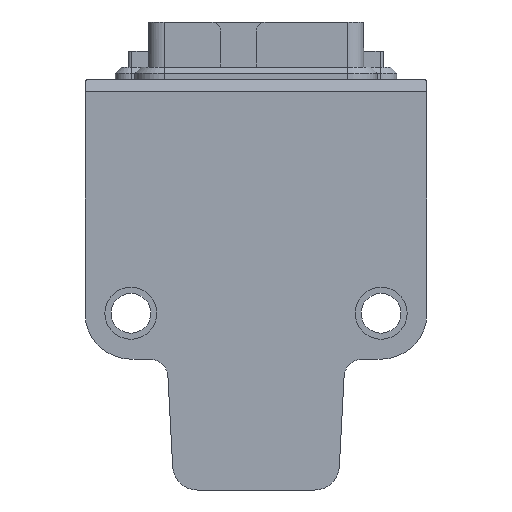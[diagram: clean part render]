
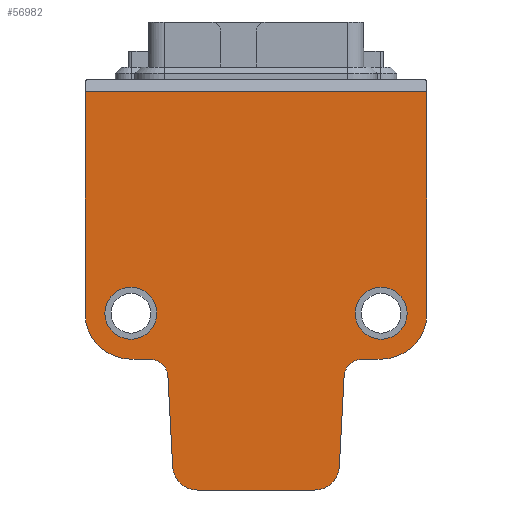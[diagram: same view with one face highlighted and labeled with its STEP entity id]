
A CAD part, front view. The second image highlights one B-rep face of the part: STEP entity #56982.
In plain terms, the highlighted planar face has unit normal (0, -1, 0).
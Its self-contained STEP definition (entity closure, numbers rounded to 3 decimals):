
#1048=FACE_BOUND('',#8076,.T.);
#1049=FACE_BOUND('',#8077,.T.);
#4651=FACE_OUTER_BOUND('',#8075,.T.);
#8075=EDGE_LOOP('',(#50327,#50328,#50329,#50330,#50331,#50332,#50333,#50334,
#50335,#50336,#50337,#50338,#50339,#50340));
#8076=EDGE_LOOP('',(#50341));
#8077=EDGE_LOOP('',(#50342));
#9094=CIRCLE('',#61285,4.25);
#9096=CIRCLE('',#61289,4.25);
#9102=CIRCLE('',#61324,4.);
#9103=CIRCLE('',#61327,4.);
#9130=CIRCLE('',#61377,3.);
#9131=CIRCLE('',#61380,7.5);
#9132=CIRCLE('',#61383,7.5);
#9133=CIRCLE('',#61384,3.);
#15501=LINE('',#92965,#22166);
#15529=LINE('',#93388,#22194);
#15553=LINE('',#94297,#22218);
#15555=LINE('',#94303,#22220);
#15556=LINE('',#94306,#22221);
#15557=LINE('',#94307,#22222);
#15558=LINE('',#94311,#22223);
#15559=LINE('',#94314,#22224);
#22166=VECTOR('',#75342,10.);
#22194=VECTOR('',#75454,10.);
#22218=VECTOR('',#75584,10.);
#22220=VECTOR('',#75592,10.);
#22221=VECTOR('',#75595,10.);
#22222=VECTOR('',#75596,10.);
#22223=VECTOR('',#75599,10.);
#22224=VECTOR('',#75602,10.);
#27337=VERTEX_POINT('',#92962);
#27338=VERTEX_POINT('',#92964);
#27339=VERTEX_POINT('',#92968);
#27343=VERTEX_POINT('',#93036);
#27371=VERTEX_POINT('',#93381);
#27372=VERTEX_POINT('',#93383);
#27373=VERTEX_POINT('',#93387);
#27374=VERTEX_POINT('',#93391);
#27418=VERTEX_POINT('',#94289);
#27419=VERTEX_POINT('',#94291);
#27420=VERTEX_POINT('',#94295);
#27421=VERTEX_POINT('',#94299);
#27422=VERTEX_POINT('',#94305);
#27423=VERTEX_POINT('',#94308);
#27424=VERTEX_POINT('',#94310);
#27425=VERTEX_POINT('',#94312);
#34944=EDGE_CURVE('',#27337,#27338,#15501,.T.);
#34946=EDGE_CURVE('',#27339,#27339,#9094,.T.);
#34953=EDGE_CURVE('',#27343,#27343,#9096,.T.);
#35009=EDGE_CURVE('',#27371,#27372,#9102,.T.);
#35011=EDGE_CURVE('',#27373,#27372,#15529,.T.);
#35013=EDGE_CURVE('',#27373,#27374,#9103,.T.);
#35099=EDGE_CURVE('',#27419,#27418,#9130,.T.);
#35102=EDGE_CURVE('',#27418,#27420,#15553,.T.);
#35104=EDGE_CURVE('',#27420,#27421,#9131,.T.);
#35105=EDGE_CURVE('',#27371,#27419,#15555,.T.);
#35106=EDGE_CURVE('',#27422,#27421,#15556,.T.);
#35107=EDGE_CURVE('',#27422,#27338,#15557,.T.);
#35108=EDGE_CURVE('',#27337,#27423,#9132,.T.);
#35109=EDGE_CURVE('',#27423,#27424,#15558,.T.);
#35110=EDGE_CURVE('',#27424,#27425,#9133,.T.);
#35111=EDGE_CURVE('',#27425,#27374,#15559,.T.);
#50327=ORIENTED_EDGE('',*,*,#35009,.F.);
#50328=ORIENTED_EDGE('',*,*,#35105,.T.);
#50329=ORIENTED_EDGE('',*,*,#35099,.T.);
#50330=ORIENTED_EDGE('',*,*,#35102,.T.);
#50331=ORIENTED_EDGE('',*,*,#35104,.T.);
#50332=ORIENTED_EDGE('',*,*,#35106,.F.);
#50333=ORIENTED_EDGE('',*,*,#35107,.T.);
#50334=ORIENTED_EDGE('',*,*,#34944,.F.);
#50335=ORIENTED_EDGE('',*,*,#35108,.T.);
#50336=ORIENTED_EDGE('',*,*,#35109,.T.);
#50337=ORIENTED_EDGE('',*,*,#35110,.T.);
#50338=ORIENTED_EDGE('',*,*,#35111,.T.);
#50339=ORIENTED_EDGE('',*,*,#35013,.F.);
#50340=ORIENTED_EDGE('',*,*,#35011,.T.);
#50341=ORIENTED_EDGE('',*,*,#34946,.T.);
#50342=ORIENTED_EDGE('',*,*,#34953,.T.);
#53593=PLANE('',#61382);
#56982=ADVANCED_FACE('',(#4651,#1048,#1049),#53593,.T.);
#61285=AXIS2_PLACEMENT_3D('',#92969,#75346,#75347);
#61289=AXIS2_PLACEMENT_3D('',#93037,#75356,#75357);
#61324=AXIS2_PLACEMENT_3D('',#93384,#75449,#75450);
#61327=AXIS2_PLACEMENT_3D('',#93392,#75458,#75459);
#61377=AXIS2_PLACEMENT_3D('',#94292,#75578,#75579);
#61380=AXIS2_PLACEMENT_3D('',#94301,#75588,#75589);
#61382=AXIS2_PLACEMENT_3D('',#94304,#75593,#75594);
#61383=AXIS2_PLACEMENT_3D('',#94309,#75597,#75598);
#61384=AXIS2_PLACEMENT_3D('',#94313,#75600,#75601);
#75342=DIRECTION('',(0.,0.,1.));
#75346=DIRECTION('center_axis',(0.,1.,0.));
#75347=DIRECTION('ref_axis',(-1.,0.,0.));
#75356=DIRECTION('center_axis',(0.,1.,0.));
#75357=DIRECTION('ref_axis',(1.,0.,0.));
#75449=DIRECTION('center_axis',(0.,1.,0.));
#75450=DIRECTION('ref_axis',(0.688,0.,-0.725));
#75454=DIRECTION('',(1.,0.,0.));
#75458=DIRECTION('center_axis',(0.,1.,0.));
#75459=DIRECTION('ref_axis',(-0.688,0.,-0.725));
#75578=DIRECTION('center_axis',(0.,1.,0.));
#75579=DIRECTION('ref_axis',(-0.999,0.,0.052));
#75584=DIRECTION('',(1.,0.,0.));
#75588=DIRECTION('center_axis',(0.,-1.,0.));
#75589=DIRECTION('ref_axis',(-1.,0.,0.));
#75592=DIRECTION('',(0.052,0.,0.999));
#75593=DIRECTION('center_axis',(0.,-1.,0.));
#75594=DIRECTION('ref_axis',(0.,0.,-1.));
#75595=DIRECTION('',(0.,0.,-1.));
#75596=DIRECTION('',(-1.,0.,0.));
#75597=DIRECTION('center_axis',(0.,-1.,0.));
#75598=DIRECTION('ref_axis',(1.,0.,0.));
#75599=DIRECTION('',(1.,0.,0.));
#75600=DIRECTION('center_axis',(0.,1.,0.));
#75601=DIRECTION('ref_axis',(0.999,0.,0.052));
#75602=DIRECTION('',(0.052,0.,-0.999));
#92962=CARTESIAN_POINT('',(-27.94,-17.38,-47.589));
#92964=CARTESIAN_POINT('',(-27.94,-17.38,-11.4));
#92965=CARTESIAN_POINT('',(-27.94,-17.38,-11.4));
#92968=CARTESIAN_POINT('',(24.69,-17.38,-47.589));
#92969=CARTESIAN_POINT('Origin',(20.44,-17.38,-47.589));
#93036=CARTESIAN_POINT('',(-24.69,-17.38,-47.589));
#93037=CARTESIAN_POINT('Origin',(-20.44,-17.38,-47.589));
#93381=CARTESIAN_POINT('',(13.62,-17.38,-72.679));
#93383=CARTESIAN_POINT('',(9.625,-17.38,-76.47));
#93384=CARTESIAN_POINT('Origin',(9.625,-17.38,-72.47));
#93387=CARTESIAN_POINT('',(-9.625,-17.38,-76.47));
#93388=CARTESIAN_POINT('',(0.,-17.38,-76.47));
#93391=CARTESIAN_POINT('',(-13.62,-17.38,-72.679));
#93392=CARTESIAN_POINT('Origin',(-9.625,-17.38,-72.47));
#94289=CARTESIAN_POINT('',(17.387,-17.38,-55.089));
#94291=CARTESIAN_POINT('',(14.391,-17.38,-57.932));
#94292=CARTESIAN_POINT('Origin',(17.387,-17.38,-58.089));
#94295=CARTESIAN_POINT('',(20.44,-17.38,-55.089));
#94297=CARTESIAN_POINT('',(10.22,-17.38,-55.089));
#94299=CARTESIAN_POINT('',(27.94,-17.38,-47.589));
#94301=CARTESIAN_POINT('Origin',(20.44,-17.38,-47.589));
#94303=CARTESIAN_POINT('',(15.586,-17.38,-35.105));
#94304=CARTESIAN_POINT('Origin',(0.,-17.38,-11.4));
#94305=CARTESIAN_POINT('',(27.94,-17.38,-11.4));
#94306=CARTESIAN_POINT('',(27.94,-17.38,-11.4));
#94307=CARTESIAN_POINT('',(0.,-17.38,-11.4));
#94308=CARTESIAN_POINT('',(-20.44,-17.38,-55.089));
#94309=CARTESIAN_POINT('Origin',(-20.44,-17.38,-47.589));
#94310=CARTESIAN_POINT('',(-17.387,-17.38,-55.089));
#94311=CARTESIAN_POINT('',(-10.22,-17.38,-55.089));
#94312=CARTESIAN_POINT('',(-14.391,-17.38,-57.932));
#94313=CARTESIAN_POINT('Origin',(-17.387,-17.38,-58.089));
#94314=CARTESIAN_POINT('',(-15.586,-17.38,-35.105));
